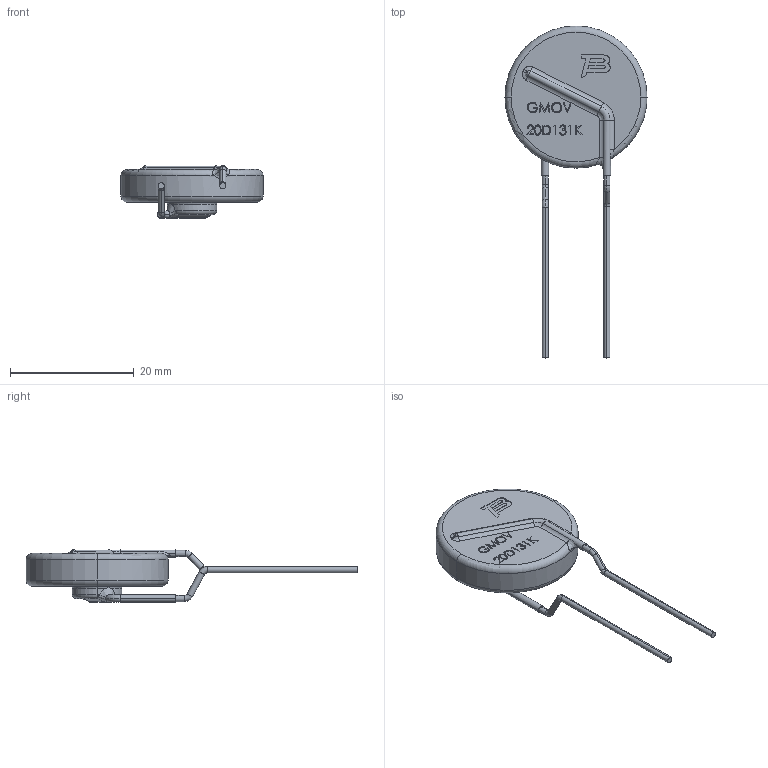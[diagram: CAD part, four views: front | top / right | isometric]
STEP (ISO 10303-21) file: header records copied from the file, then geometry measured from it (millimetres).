
FILE_DESCRIPTION (( 'STEP AP214' ), '1' );
FILE_NAME ('GMOV 20D131K.STEP', '2022-05-24T21:17:09', ( '' ), ( '' ), 'SwSTEP 2.0', 'SolidWorks 2021', '' );
FILE_SCHEMA (( 'AUTOMOTIVE_DESIGN' ));
Length unit declared in the file: millimetre
Products named in the file (1): GMOV 20D131K
Bounding box: 23 x 53.75 x 8.5 mm (x, y, z)
Volume: 2355.5 mm3; surface area: 1468.3 mm2
Topology: 3 solids, 3 shells, 232 faces, 581 edges, 372 vertices
Faces by surface type: plane 103, bspline 75, cylinder 29, torus 25
Entity records: 11305 total; most frequent: CARTESIAN_POINT 6166, ORIENTED_EDGE 1162, DIRECTION 848, EDGE_CURVE 581, VERTEX_POINT 372, VECTOR 322, LINE 322, AXIS2_PLACEMENT_3D 263
